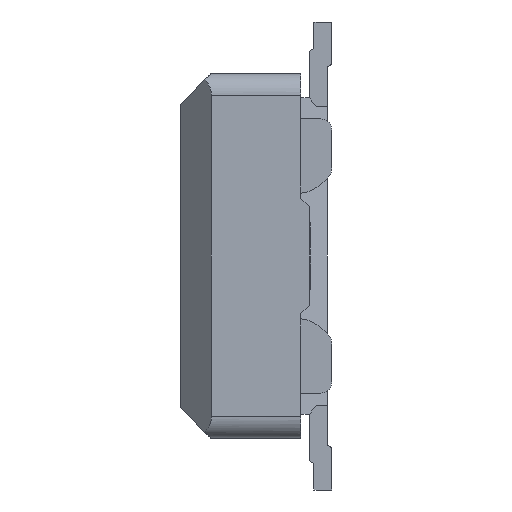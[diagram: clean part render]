
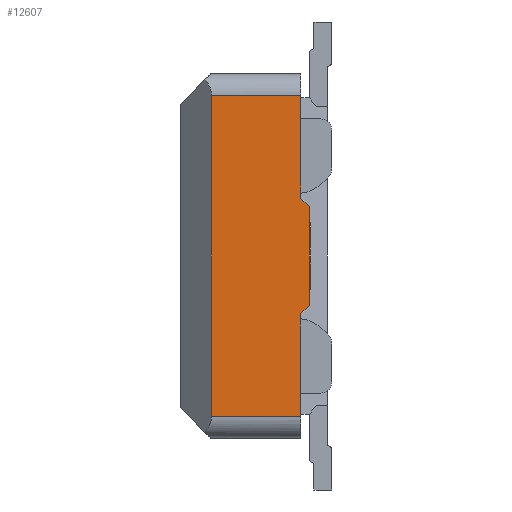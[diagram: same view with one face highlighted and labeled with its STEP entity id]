
A CAD part, left-side view. The second image highlights one B-rep face of the part: STEP entity #12607.
In plain terms, the highlighted planar face has unit normal (-1, 0, 0).
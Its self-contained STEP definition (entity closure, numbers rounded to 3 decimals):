
#707=DIRECTION('',(0.,0.,1.));
#708=VECTOR('',#707,0.46);
#709=CARTESIAN_POINT('',(-4.135,0.12,0.26));
#710=LINE('',#709,#708);
#745=DIRECTION('',(0.,0.,1.));
#746=VECTOR('',#745,0.46);
#747=CARTESIAN_POINT('',(-4.135,0.12,-0.72));
#748=LINE('',#747,#746);
#4213=DIRECTION('',(0.,0.,1.));
#4214=VECTOR('',#4213,1.44);
#4215=CARTESIAN_POINT('',(-4.135,0.52,-0.72));
#4216=LINE('',#4215,#4214);
#4217=DIRECTION('',(0.,-1.,0.));
#4218=VECTOR('',#4217,0.4);
#4219=CARTESIAN_POINT('',(-4.135,0.52,0.72));
#4220=LINE('',#4219,#4218);
#4221=DIRECTION('',(0.,0.707,0.707));
#4222=VECTOR('',#4221,0.057);
#4223=CARTESIAN_POINT('',(-4.135,0.08,0.22));
#4224=LINE('',#4223,#4222);
#4225=DIRECTION('',(0.,-0.707,0.707));
#4226=VECTOR('',#4225,0.057);
#4227=CARTESIAN_POINT('',(-4.135,0.12,-0.26));
#4228=LINE('',#4227,#4226);
#4229=DIRECTION('',(0.,-1.,0.));
#4230=VECTOR('',#4229,0.4);
#4231=CARTESIAN_POINT('',(-4.135,0.52,-0.72));
#4232=LINE('',#4231,#4230);
#4247=CARTESIAN_POINT('',(-4.135,0.52,0.72));
#4819=DIRECTION('',(0.,0.,-1.));
#4820=VECTOR('',#4819,0.44);
#4821=CARTESIAN_POINT('',(-4.135,0.08,0.22));
#4822=LINE('',#4821,#4820);
#5482=CARTESIAN_POINT('',(-4.135,0.12,0.72));
#5484=VERTEX_POINT('',#5482);
#5485=CARTESIAN_POINT('',(-4.135,0.12,-0.72));
#5487=VERTEX_POINT('',#5485);
#5577=CARTESIAN_POINT('',(-4.135,0.08,0.22));
#5578=CARTESIAN_POINT('',(-4.135,0.08,-0.22));
#5579=VERTEX_POINT('',#5577);
#5580=VERTEX_POINT('',#5578);
#5601=CARTESIAN_POINT('',(-4.135,0.12,-0.26));
#5602=VERTEX_POINT('',#5601);
#5603=CARTESIAN_POINT('',(-4.135,0.12,0.26));
#5604=VERTEX_POINT('',#5603);
#5620=VERTEX_POINT('',#4247);
#5621=CARTESIAN_POINT('',(-4.135,0.52,-0.72));
#5622=VERTEX_POINT('',#5621);
#12587=CARTESIAN_POINT('',(-4.135,0.,-0.82));
#12588=DIRECTION('',(-1.,0.,0.));
#12589=DIRECTION('',(0.,0.,1.));
#12590=AXIS2_PLACEMENT_3D('',#12587,#12588,#12589);
#12591=PLANE('',#12590);
#12593=ORIENTED_EDGE('',*,*,#12592,.T.);
#12595=ORIENTED_EDGE('',*,*,#12594,.T.);
#12596=ORIENTED_EDGE('',*,*,#7741,.F.);
#12598=ORIENTED_EDGE('',*,*,#12597,.F.);
#12600=ORIENTED_EDGE('',*,*,#12599,.T.);
#12601=ORIENTED_EDGE('',*,*,#12579,.F.);
#12602=ORIENTED_EDGE('',*,*,#7783,.F.);
#12604=ORIENTED_EDGE('',*,*,#12603,.F.);
#12605=EDGE_LOOP('',(#12593,#12595,#12596,#12598,#12600,#12601,#12602,#12604));
#12606=FACE_OUTER_BOUND('',#12605,.F.);
#12607=ADVANCED_FACE('',(#12606),#12591,.T.);
#7741=EDGE_CURVE('',#5604,#5484,#710,.T.);
#7783=EDGE_CURVE('',#5487,#5602,#748,.T.);
#12579=EDGE_CURVE('',#5602,#5580,#4228,.T.);
#12592=EDGE_CURVE('',#5622,#5620,#4216,.T.);
#12594=EDGE_CURVE('',#5620,#5484,#4220,.T.);
#12597=EDGE_CURVE('',#5579,#5604,#4224,.T.);
#12599=EDGE_CURVE('',#5579,#5580,#4822,.T.);
#12603=EDGE_CURVE('',#5622,#5487,#4232,.T.);
